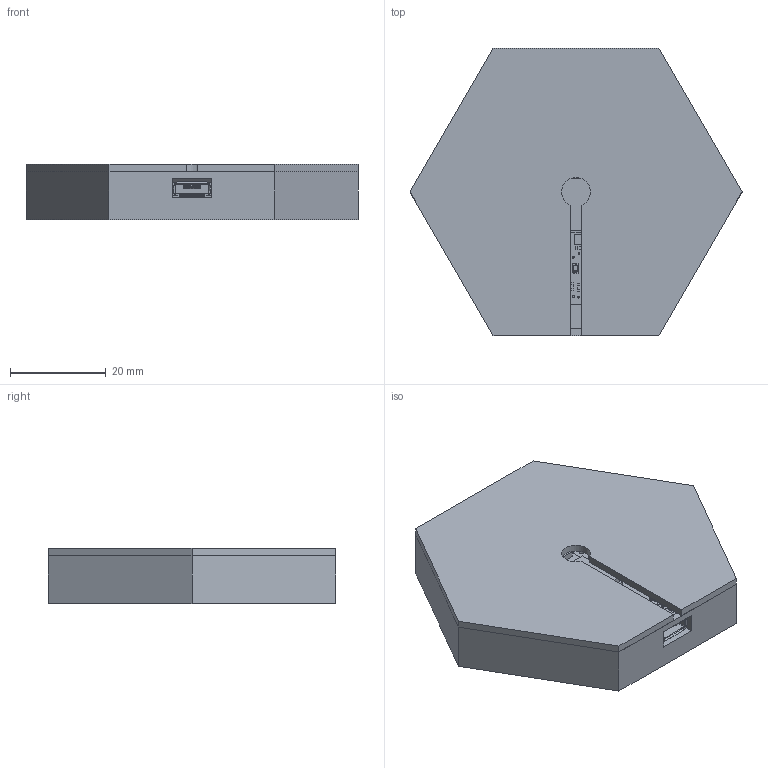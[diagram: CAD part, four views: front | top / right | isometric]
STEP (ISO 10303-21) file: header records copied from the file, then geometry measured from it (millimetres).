
FILE_DESCRIPTION(/* description */ (''),/* implementation_level */ '2;1');
FILE_NAME(/* name */ 'Infinity Cube Holder.step',/* time_stamp */ '2020-01-14T08:41:49-05:00',/* author */ (''),/* organization */ (''),/* preprocessor_version */ 'ST-DEVELOPER v18',/* originating_system */ 'Autodesk Translation Framework v8.12.0.6',/* authorisation */ '');
FILE_SCHEMA (('AUTOMOTIVE_DESIGN { 1 0 10303 214 3 1 1 }'));
Length unit declared in the file: millimetre
Products named in the file (20): Infinity Cube Holder; case; base; cover; ItsyBitsy nRF52840 rev B; PCB Component; Board; KMR2; AP2112(3.3V); 4u20329; MBR120; RED; MDBT50; GD25Q16; 10K; 10uF; AP102-2020; 32.768; 22pF; 74HCT1G125DBV
Assembly tree (29 placements, depth 4):
  Infinity Cube Holder
    case
      base
      cover
    ItsyBitsy nRF52840 rev B
      PCB Component
        Board
        KMR2  x2
        AP2112(3.3V)
        4u20329
        MBR120  x2
        RED
        MDBT50
        GD25Q16
        10K  x6
        10uF  x3
        AP102-2020
        32.768
        22pF  x2
        74HCT1G125DBV
Bounding box: 69.28 x 60 x 11.5 mm (x, y, z)
Volume: 13931.8 mm3; surface area: 20146.6 mm2
Topology: 42 solids, 42 shells, 1635 faces, 4553 edges, 2962 vertices
Faces by surface type: plane 1186, cylinder 383, bspline 36, torus 14, cone 12, sphere 4
Full cylindrical faces by diameter (mm): 0.3 x1, 0.394 x55, 0.7 x2, 0.8 x2, 1 x28, 4 x1
Entity records: 42134 total; most frequent: CARTESIAN_POINT 8466, ORIENTED_EDGE 6868, DIRECTION 6518, EDGE_CURVE 3434, LINE 2778, VECTOR 2778, VERTEX_POINT 2240, AXIS2_PLACEMENT_3D 1870
